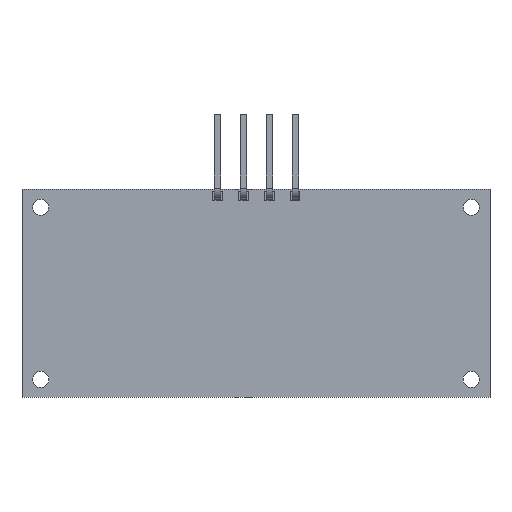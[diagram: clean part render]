
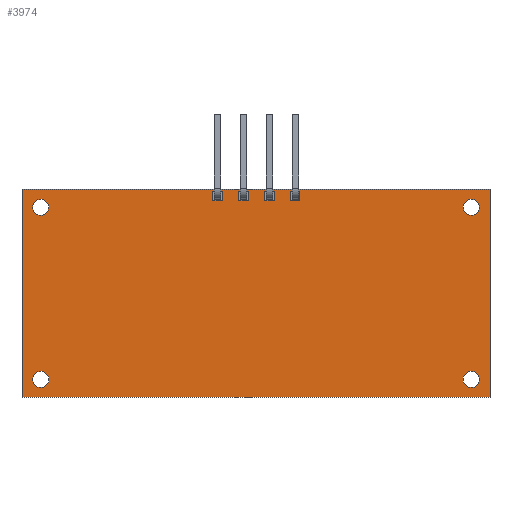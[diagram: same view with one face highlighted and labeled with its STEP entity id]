
A CAD part, front view. The second image highlights one B-rep face of the part: STEP entity #3974.
In plain terms, the highlighted planar face has unit normal (0, -1, 0).
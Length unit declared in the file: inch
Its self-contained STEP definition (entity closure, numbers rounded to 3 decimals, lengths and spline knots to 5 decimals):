
#156=FACE_BOUND('',#569,.T.);
#157=FACE_BOUND('',#570,.T.);
#158=FACE_BOUND('',#571,.T.);
#159=FACE_BOUND('',#572,.T.);
#160=FACE_BOUND('',#573,.T.);
#161=FACE_BOUND('',#574,.T.);
#162=FACE_BOUND('',#575,.T.);
#163=FACE_BOUND('',#576,.T.);
#255=CIRCLE('',#4181,0.03125);
#256=CIRCLE('',#4182,0.03125);
#257=CIRCLE('',#4183,0.03125);
#258=CIRCLE('',#4184,0.03125);
#385=FACE_OUTER_BOUND('',#568,.T.);
#568=EDGE_LOOP('',(#2707,#2708,#2709,#2710));
#569=EDGE_LOOP('',(#2711,#2712,#2713,#2714));
#570=EDGE_LOOP('',(#2715,#2716,#2717,#2718));
#571=EDGE_LOOP('',(#2719,#2720,#2721,#2722));
#572=EDGE_LOOP('',(#2723));
#573=EDGE_LOOP('',(#2724));
#574=EDGE_LOOP('',(#2725));
#575=EDGE_LOOP('',(#2726));
#576=EDGE_LOOP('',(#2727,#2728,#2729,#2730));
#781=LINE('',#5347,#1138);
#784=LINE('',#5352,#1141);
#786=LINE('',#5356,#1143);
#788=LINE('',#5359,#1145);
#789=LINE('',#5363,#1146);
#793=LINE('',#5371,#1150);
#796=LINE('',#5377,#1153);
#799=LINE('',#5382,#1156);
#853=LINE('',#5511,#1210);
#856=LINE('',#5516,#1213);
#858=LINE('',#5520,#1215);
#860=LINE('',#5523,#1217);
#861=LINE('',#5527,#1218);
#862=LINE('',#5529,#1219);
#863=LINE('',#5531,#1220);
#864=LINE('',#5532,#1221);
#865=LINE('',#5543,#1222);
#866=LINE('',#5545,#1223);
#867=LINE('',#5547,#1224);
#868=LINE('',#5548,#1225);
#1138=VECTOR('',#4450,0.3937);
#1141=VECTOR('',#4455,0.3937);
#1143=VECTOR('',#4459,0.3937);
#1145=VECTOR('',#4463,0.3937);
#1146=VECTOR('',#4466,0.3937);
#1150=VECTOR('',#4472,0.3937);
#1153=VECTOR('',#4477,0.3937);
#1156=VECTOR('',#4482,0.3937);
#1210=VECTOR('',#4610,0.3937);
#1213=VECTOR('',#4615,0.3937);
#1215=VECTOR('',#4619,0.3937);
#1217=VECTOR('',#4623,0.3937);
#1218=VECTOR('',#4626,39.37008);
#1219=VECTOR('',#4627,39.37008);
#1220=VECTOR('',#4628,39.37008);
#1221=VECTOR('',#4629,39.37008);
#1222=VECTOR('',#4638,39.37008);
#1223=VECTOR('',#4639,39.37008);
#1224=VECTOR('',#4640,39.37008);
#1225=VECTOR('',#4641,39.37008);
#1487=VERTEX_POINT('',#5345);
#1488=VERTEX_POINT('',#5346);
#1489=VERTEX_POINT('',#5351);
#1490=VERTEX_POINT('',#5355);
#1491=VERTEX_POINT('',#5361);
#1492=VERTEX_POINT('',#5362);
#1495=VERTEX_POINT('',#5370);
#1497=VERTEX_POINT('',#5376);
#1535=VERTEX_POINT('',#5509);
#1536=VERTEX_POINT('',#5510);
#1537=VERTEX_POINT('',#5515);
#1538=VERTEX_POINT('',#5519);
#1539=VERTEX_POINT('',#5525);
#1540=VERTEX_POINT('',#5526);
#1541=VERTEX_POINT('',#5528);
#1542=VERTEX_POINT('',#5530);
#1543=VERTEX_POINT('',#5533);
#1544=VERTEX_POINT('',#5535);
#1545=VERTEX_POINT('',#5537);
#1546=VERTEX_POINT('',#5539);
#1547=VERTEX_POINT('',#5541);
#1548=VERTEX_POINT('',#5542);
#1549=VERTEX_POINT('',#5544);
#1550=VERTEX_POINT('',#5546);
#1943=EDGE_CURVE('',#1487,#1488,#781,.T.);
#1946=EDGE_CURVE('',#1488,#1489,#784,.T.);
#1948=EDGE_CURVE('',#1489,#1490,#786,.T.);
#1950=EDGE_CURVE('',#1490,#1487,#788,.T.);
#1951=EDGE_CURVE('',#1491,#1492,#789,.T.);
#1955=EDGE_CURVE('',#1495,#1491,#793,.T.);
#1958=EDGE_CURVE('',#1497,#1495,#796,.T.);
#1961=EDGE_CURVE('',#1492,#1497,#799,.T.);
#2023=EDGE_CURVE('',#1535,#1536,#853,.T.);
#2026=EDGE_CURVE('',#1536,#1537,#856,.T.);
#2028=EDGE_CURVE('',#1537,#1538,#858,.T.);
#2030=EDGE_CURVE('',#1538,#1535,#860,.T.);
#2031=EDGE_CURVE('',#1539,#1540,#861,.T.);
#2032=EDGE_CURVE('',#1541,#1539,#862,.T.);
#2033=EDGE_CURVE('',#1542,#1541,#863,.T.);
#2034=EDGE_CURVE('',#1540,#1542,#864,.T.);
#2035=EDGE_CURVE('',#1543,#1543,#255,.T.);
#2036=EDGE_CURVE('',#1544,#1544,#256,.T.);
#2037=EDGE_CURVE('',#1545,#1545,#257,.T.);
#2038=EDGE_CURVE('',#1546,#1546,#258,.T.);
#2039=EDGE_CURVE('',#1547,#1548,#865,.T.);
#2040=EDGE_CURVE('',#1549,#1547,#866,.T.);
#2041=EDGE_CURVE('',#1550,#1549,#867,.T.);
#2042=EDGE_CURVE('',#1548,#1550,#868,.T.);
#2707=ORIENTED_EDGE('',*,*,#2031,.F.);
#2708=ORIENTED_EDGE('',*,*,#2032,.F.);
#2709=ORIENTED_EDGE('',*,*,#2033,.F.);
#2710=ORIENTED_EDGE('',*,*,#2034,.F.);
#2711=ORIENTED_EDGE('',*,*,#1943,.T.);
#2712=ORIENTED_EDGE('',*,*,#1946,.T.);
#2713=ORIENTED_EDGE('',*,*,#1948,.T.);
#2714=ORIENTED_EDGE('',*,*,#1950,.T.);
#2715=ORIENTED_EDGE('',*,*,#1951,.T.);
#2716=ORIENTED_EDGE('',*,*,#1961,.T.);
#2717=ORIENTED_EDGE('',*,*,#1958,.T.);
#2718=ORIENTED_EDGE('',*,*,#1955,.T.);
#2719=ORIENTED_EDGE('',*,*,#2023,.T.);
#2720=ORIENTED_EDGE('',*,*,#2026,.T.);
#2721=ORIENTED_EDGE('',*,*,#2028,.T.);
#2722=ORIENTED_EDGE('',*,*,#2030,.T.);
#2723=ORIENTED_EDGE('',*,*,#2035,.T.);
#2724=ORIENTED_EDGE('',*,*,#2036,.T.);
#2725=ORIENTED_EDGE('',*,*,#2037,.F.);
#2726=ORIENTED_EDGE('',*,*,#2038,.F.);
#2727=ORIENTED_EDGE('',*,*,#2039,.F.);
#2728=ORIENTED_EDGE('',*,*,#2040,.F.);
#2729=ORIENTED_EDGE('',*,*,#2041,.F.);
#2730=ORIENTED_EDGE('',*,*,#2042,.F.);
#3663=PLANE('',#4180);
#3974=ADVANCED_FACE('',(#385,#156,#157,#158,#159,#160,#161,#162,#163),#3663,
 .F.);
#4180=AXIS2_PLACEMENT_3D('',#5524,#4624,#4625);
#4181=AXIS2_PLACEMENT_3D('',#5534,#4630,#4631);
#4182=AXIS2_PLACEMENT_3D('',#5536,#4632,#4633);
#4183=AXIS2_PLACEMENT_3D('',#5538,#4634,#4635);
#4184=AXIS2_PLACEMENT_3D('',#5540,#4636,#4637);
#4450=DIRECTION('',(-1.,0.,0.));
#4455=DIRECTION('',(0.,0.,1.));
#4459=DIRECTION('',(1.,0.,0.));
#4463=DIRECTION('',(0.,0.,-1.));
#4466=DIRECTION('',(0.,0.,-1.));
#4472=DIRECTION('',(1.,0.,0.));
#4477=DIRECTION('',(0.,0.,1.));
#4482=DIRECTION('',(-1.,0.,0.));
#4610=DIRECTION('',(-1.,0.,0.));
#4615=DIRECTION('',(0.,0.,1.));
#4619=DIRECTION('',(1.,0.,0.));
#4623=DIRECTION('',(0.,0.,-1.));
#4624=DIRECTION('center_axis',(0.,1.,0.));
#4625=DIRECTION('ref_axis',(0.,0.,1.));
#4626=DIRECTION('',(0.,0.,1.));
#4627=DIRECTION('',(-1.,0.,0.));
#4628=DIRECTION('',(0.,0.,-1.));
#4629=DIRECTION('',(1.,0.,0.));
#4630=DIRECTION('center_axis',(0.,1.,0.));
#4631=DIRECTION('ref_axis',(0.,0.,1.));
#4632=DIRECTION('center_axis',(0.,1.,0.));
#4633=DIRECTION('ref_axis',(0.,0.,1.));
#4634=DIRECTION('center_axis',(0.,-1.,0.));
#4635=DIRECTION('ref_axis',(0.,0.,1.));
#4636=DIRECTION('center_axis',(0.,-1.,0.));
#4637=DIRECTION('ref_axis',(0.,0.,1.));
#4638=DIRECTION('',(0.,0.,1.));
#4639=DIRECTION('',(1.,0.,0.));
#4640=DIRECTION('',(0.,0.,-1.));
#4641=DIRECTION('',(-1.,0.,0.));
#5345=CARTESIAN_POINT('',(0.16903,0.,0.3575));
#5346=CARTESIAN_POINT('',(0.13403,0.,0.3575));
#5347=CARTESIAN_POINT('',(0.06702,0.,0.3575));
#5351=CARTESIAN_POINT('',(0.13403,0.,0.3925));
#5352=CARTESIAN_POINT('',(0.13403,0.,0.19625));
#5355=CARTESIAN_POINT('',(0.16903,0.,0.3925));
#5356=CARTESIAN_POINT('',(0.06702,0.,0.3925));
#5359=CARTESIAN_POINT('',(0.16903,0.,0.19625));
#5361=CARTESIAN_POINT('',(0.0695,0.,0.3925));
#5362=CARTESIAN_POINT('',(0.0695,0.,0.3575));
#5363=CARTESIAN_POINT('',(0.0695,0.,0.19625));
#5370=CARTESIAN_POINT('',(0.0345,0.,0.3925));
#5371=CARTESIAN_POINT('',(0.01725,0.,0.3925));
#5376=CARTESIAN_POINT('',(0.0345,0.,0.3575));
#5377=CARTESIAN_POINT('',(0.0345,0.,0.19625));
#5382=CARTESIAN_POINT('',(0.01725,0.,0.3575));
#5509=CARTESIAN_POINT('',(-0.0305,0.,0.3575));
#5510=CARTESIAN_POINT('',(-0.0655,0.,0.3575));
#5511=CARTESIAN_POINT('',(-0.03275,0.,0.3575));
#5515=CARTESIAN_POINT('',(-0.0655,0.,0.3925));
#5516=CARTESIAN_POINT('',(-0.0655,0.,0.19625));
#5519=CARTESIAN_POINT('',(-0.0305,0.,0.3925));
#5520=CARTESIAN_POINT('',(-0.03275,0.,0.3925));
#5523=CARTESIAN_POINT('',(-0.0305,0.,0.19625));
#5524=CARTESIAN_POINT('Origin',(0.,0.,0.));
#5525=CARTESIAN_POINT('',(-0.9,0.,-0.4));
#5526=CARTESIAN_POINT('',(-0.9,0.,0.4));
#5527=CARTESIAN_POINT('',(-0.9,0.,0.4));
#5528=CARTESIAN_POINT('',(0.9,0.,-0.4));
#5529=CARTESIAN_POINT('',(0.9,0.,-0.4));
#5530=CARTESIAN_POINT('',(0.9,0.,0.4));
#5531=CARTESIAN_POINT('',(0.9,0.,0.4));
#5532=CARTESIAN_POINT('',(0.9,0.,0.4));
#5533=CARTESIAN_POINT('',(-0.82813,0.,-0.36225));
#5534=CARTESIAN_POINT('Origin',(-0.82813,0.,-0.331));
#5535=CARTESIAN_POINT('',(-0.82813,0.,0.29975));
#5536=CARTESIAN_POINT('Origin',(-0.82813,0.,0.331));
#5537=CARTESIAN_POINT('',(0.82813,0.,-0.36225));
#5538=CARTESIAN_POINT('Origin',(0.82813,0.,-0.331));
#5539=CARTESIAN_POINT('',(0.82813,0.,0.29975));
#5540=CARTESIAN_POINT('Origin',(0.82813,0.,0.331));
#5541=CARTESIAN_POINT('',(-0.1305,0.,0.3575));
#5542=CARTESIAN_POINT('',(-0.1305,0.,0.3925));
#5543=CARTESIAN_POINT('',(-0.1305,0.,0.3925));
#5544=CARTESIAN_POINT('',(-0.1655,0.,0.3575));
#5545=CARTESIAN_POINT('',(-0.1655,0.,0.3575));
#5546=CARTESIAN_POINT('',(-0.1655,0.,0.3925));
#5547=CARTESIAN_POINT('',(-0.1655,0.,0.3925));
#5548=CARTESIAN_POINT('',(-0.1655,0.,0.3925));
